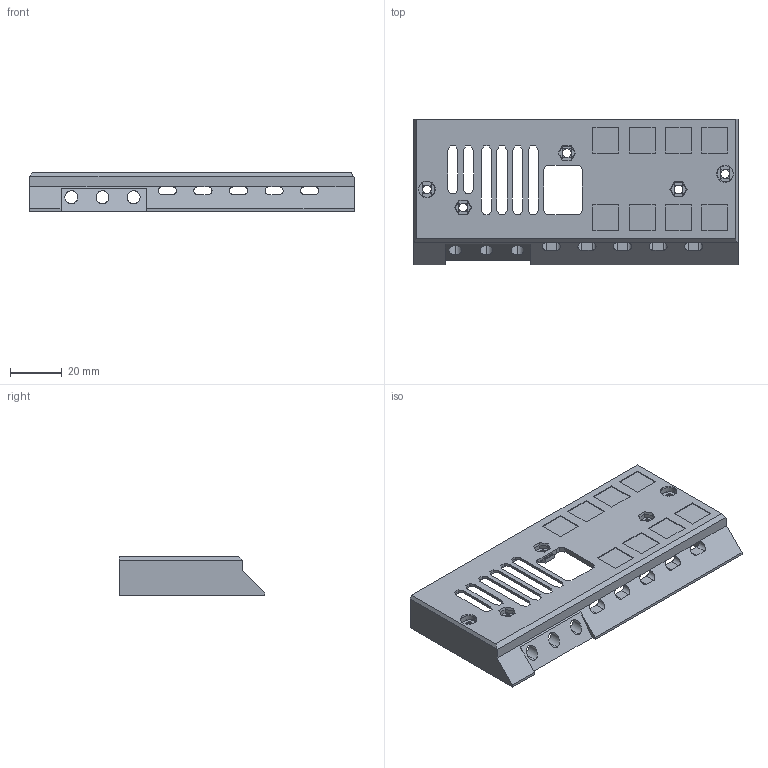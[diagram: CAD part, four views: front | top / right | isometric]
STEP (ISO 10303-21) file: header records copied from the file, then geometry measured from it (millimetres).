
FILE_DESCRIPTION (( 'STEP AP214' ), '1' );
FILE_NAME ('mmu2-ele-cover(M1).STEP', '2018-08-31T12:44:29', ( '' ), ( '' ), 'SwSTEP 2.0', 'SolidWorks 2017', '' );
FILE_SCHEMA (( 'AUTOMOTIVE_DESIGN' ));
Length unit declared in the file: millimetre
Products named in the file (1): mmu2-ele-cover(M1)
Bounding box: 125 x 56 x 15 mm (x, y, z)
Volume: 24710.7 mm3; surface area: 19527.1 mm2
Topology: 1 solids, 1 shells, 319 faces, 883 edges, 568 vertices
Faces by surface type: plane 279, cylinder 34, cone 4, bspline 2
Entity records: 10167 total; most frequent: CARTESIAN_POINT 1917, ORIENTED_EDGE 1766, DIRECTION 1575, EDGE_CURVE 883, VECTOR 787, LINE 787, VERTEX_POINT 568, AXIS2_PLACEMENT_3D 394
